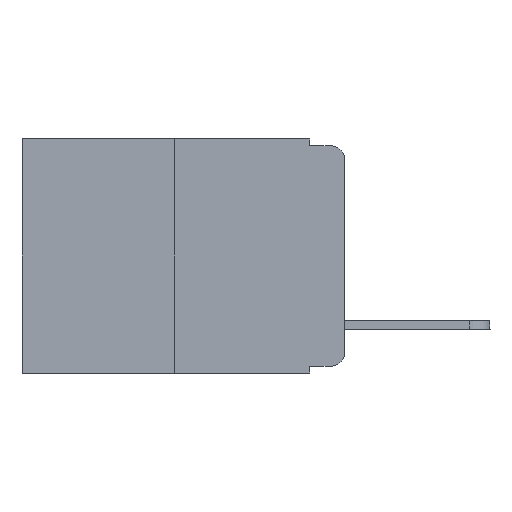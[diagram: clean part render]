
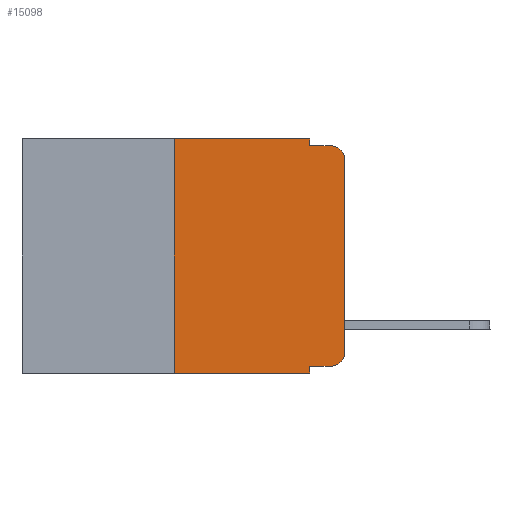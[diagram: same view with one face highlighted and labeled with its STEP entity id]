
A CAD part, left-side view. The second image highlights one B-rep face of the part: STEP entity #15098.
In plain terms, the highlighted planar face has unit normal (-1, 0, 0).
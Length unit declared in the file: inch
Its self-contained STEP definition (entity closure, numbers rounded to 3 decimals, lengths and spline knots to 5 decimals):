
#141 = CARTESIAN_POINT ( 'NONE',  ( 0., 0.473, -0.343 ) ) ;
#142 = VERTEX_POINT ( 'NONE', #20542 ) ;
#209 = DIRECTION ( 'NONE',  ( 0., -1., 0. ) ) ;
#269 = LINE ( 'NONE', #7765, #13545 ) ;
#899 = VECTOR ( 'NONE', #16554, 39.37008 ) ;
#1227 = DIRECTION ( 'NONE',  ( -1., 0., 0. ) ) ;
#1306 = CARTESIAN_POINT ( 'NONE',  ( 0., 0.02, -0.313 ) ) ;
#1343 = VERTEX_POINT ( 'NONE', #23905 ) ;
#2097 = EDGE_LOOP ( 'NONE', ( #20443, #14148, #13736, #17078, #10972, #12416, #3531, #18063, #3493, #14212 ) ) ;
#2711 = CIRCLE ( 'NONE', #6265, 0.02 ) ;
#2818 = CARTESIAN_POINT ( 'NONE',  ( 0., 0.051, -0.01 ) ) ;
#3182 = DIRECTION ( 'NONE',  ( 0., 0., -1. ) ) ;
#3259 = AXIS2_PLACEMENT_3D ( 'NONE', #7111, #1227, #3182 ) ;
#3493 = ORIENTED_EDGE ( 'NONE', *, *, #18797, .T. ) ;
#3531 = ORIENTED_EDGE ( 'NONE', *, *, #3539, .T. ) ;
#3539 = EDGE_CURVE ( 'NONE', #9418, #22492, #6806, .T. ) ;
#4007 = DIRECTION ( 'NONE',  ( 0., 0., 1. ) ) ;
#4808 = VERTEX_POINT ( 'NONE', #23927 ) ;
#4931 = EDGE_CURVE ( 'NONE', #7535, #20824, #20719, .T. ) ;
#5224 = CARTESIAN_POINT ( 'NONE',  ( 0., 0.473, 0. ) ) ;
#5578 = VECTOR ( 'NONE', #4007, 39.37008 ) ;
#5951 = DIRECTION ( 'NONE',  ( 0., -1., 0. ) ) ;
#6265 = AXIS2_PLACEMENT_3D ( 'NONE', #1306, #14794, #11476 ) ;
#6806 = LINE ( 'NONE', #141, #9732 ) ;
#6844 = CARTESIAN_POINT ( 'NONE',  ( 0., 0.051, 0. ) ) ;
#6940 = DIRECTION ( 'NONE',  ( 0., 0., -1. ) ) ;
#7111 = CARTESIAN_POINT ( 'NONE',  ( 0., 0.02, -0.03 ) ) ;
#7453 = LINE ( 'NONE', #11398, #5578 ) ;
#7535 = VERTEX_POINT ( 'NONE', #2818 ) ;
#7706 = EDGE_CURVE ( 'NONE', #9418, #17295, #7453, .T. ) ;
#7765 = CARTESIAN_POINT ( 'NONE',  ( 0., 0.051, 0. ) ) ;
#7883 = CARTESIAN_POINT ( 'NONE',  ( 0., 0., 0. ) ) ;
#8145 = CARTESIAN_POINT ( 'NONE',  ( 0., 0.02, -0.01 ) ) ;
#8618 = CARTESIAN_POINT ( 'NONE',  ( 0., 0.25, 0. ) ) ;
#8659 = DIRECTION ( 'NONE',  ( 0., -1., 0. ) ) ;
#8673 = FACE_OUTER_BOUND ( 'NONE', #2097, .T. ) ;
#8722 = EDGE_CURVE ( 'NONE', #1343, #12590, #12062, .T. ) ;
#8782 = EDGE_CURVE ( 'NONE', #12590, #20824, #15840, .T. ) ;
#9216 = CARTESIAN_POINT ( 'NONE',  ( 0., 0.051, -0.343 ) ) ;
#9418 = VERTEX_POINT ( 'NONE', #14590 ) ;
#9732 = VECTOR ( 'NONE', #8659, 39.37008 ) ;
#9871 = EDGE_CURVE ( 'NONE', #4808, #22492, #269, .T. ) ;
#10972 = ORIENTED_EDGE ( 'NONE', *, *, #12320, .F. ) ;
#11398 = CARTESIAN_POINT ( 'NONE',  ( 0., 0.25, 0. ) ) ;
#11476 = DIRECTION ( 'NONE',  ( 0., 0., -1. ) ) ;
#11489 = CARTESIAN_POINT ( 'NONE',  ( 0., 0.051, -0.01 ) ) ;
#12062 = LINE ( 'NONE', #7883, #18996 ) ;
#12320 = EDGE_CURVE ( 'NONE', #17295, #142, #23222, .T. ) ;
#12416 = ORIENTED_EDGE ( 'NONE', *, *, #7706, .F. ) ;
#12590 = VERTEX_POINT ( 'NONE', #14688 ) ;
#13367 = CARTESIAN_POINT ( 'NONE',  ( 0., 0.473, 0. ) ) ;
#13545 = VECTOR ( 'NONE', #15278, 39.37008 ) ;
#13736 = ORIENTED_EDGE ( 'NONE', *, *, #4931, .F. ) ;
#14101 = VERTEX_POINT ( 'NONE', #20855 ) ;
#14148 = ORIENTED_EDGE ( 'NONE', *, *, #8782, .T. ) ;
#14212 = ORIENTED_EDGE ( 'NONE', *, *, #16970, .T. ) ;
#14340 = DIRECTION ( 'NONE',  ( 1., 0., 0. ) ) ;
#14590 = CARTESIAN_POINT ( 'NONE',  ( 0., 0.25, -0.343 ) ) ;
#14688 = CARTESIAN_POINT ( 'NONE',  ( 0., 0., -0.03 ) ) ;
#14794 = DIRECTION ( 'NONE',  ( -1., 0., 0. ) ) ;
#14822 = CARTESIAN_POINT ( 'NONE',  ( 0., 0.051, -0.333 ) ) ;
#15098 = ADVANCED_FACE ( 'NONE', ( #8673 ), #16180, .F. ) ;
#15278 = DIRECTION ( 'NONE',  ( 0., 0., -1. ) ) ;
#15391 = DIRECTION ( 'NONE',  ( 0., 0., 1. ) ) ;
#15840 = CIRCLE ( 'NONE', #3259, 0.02 ) ;
#16085 = LINE ( 'NONE', #6844, #899 ) ;
#16180 = PLANE ( 'NONE',  #21113 ) ;
#16554 = DIRECTION ( 'NONE',  ( 0., 0., -1. ) ) ;
#16700 = VECTOR ( 'NONE', #5951, 39.37008 ) ;
#16970 = EDGE_CURVE ( 'NONE', #14101, #1343, #2711, .T. ) ;
#17078 = ORIENTED_EDGE ( 'NONE', *, *, #22778, .F. ) ;
#17295 = VERTEX_POINT ( 'NONE', #8618 ) ;
#18063 = ORIENTED_EDGE ( 'NONE', *, *, #9871, .F. ) ;
#18797 = EDGE_CURVE ( 'NONE', #4808, #14101, #21979, .T. ) ;
#18996 = VECTOR ( 'NONE', #15391, 39.37008 ) ;
#19197 = VECTOR ( 'NONE', #209, 39.37008 ) ;
#20443 = ORIENTED_EDGE ( 'NONE', *, *, #8722, .T. ) ;
#20490 = DIRECTION ( 'NONE',  ( 0., -1., 0. ) ) ;
#20542 = CARTESIAN_POINT ( 'NONE',  ( 0., 0.051, 0. ) ) ;
#20719 = LINE ( 'NONE', #11489, #16700 ) ;
#20824 = VERTEX_POINT ( 'NONE', #8145 ) ;
#20855 = CARTESIAN_POINT ( 'NONE',  ( 0., 0.02, -0.333 ) ) ;
#21113 = AXIS2_PLACEMENT_3D ( 'NONE', #5224, #14340, #6940 ) ;
#21979 = LINE ( 'NONE', #14822, #22810 ) ;
#22492 = VERTEX_POINT ( 'NONE', #9216 ) ;
#22778 = EDGE_CURVE ( 'NONE', #142, #7535, #16085, .T. ) ;
#22810 = VECTOR ( 'NONE', #20490, 39.37008 ) ;
#23222 = LINE ( 'NONE', #13367, #19197 ) ;
#23905 = CARTESIAN_POINT ( 'NONE',  ( 0., 0., -0.313 ) ) ;
#23927 = CARTESIAN_POINT ( 'NONE',  ( 0., 0.051, -0.333 ) ) ;
